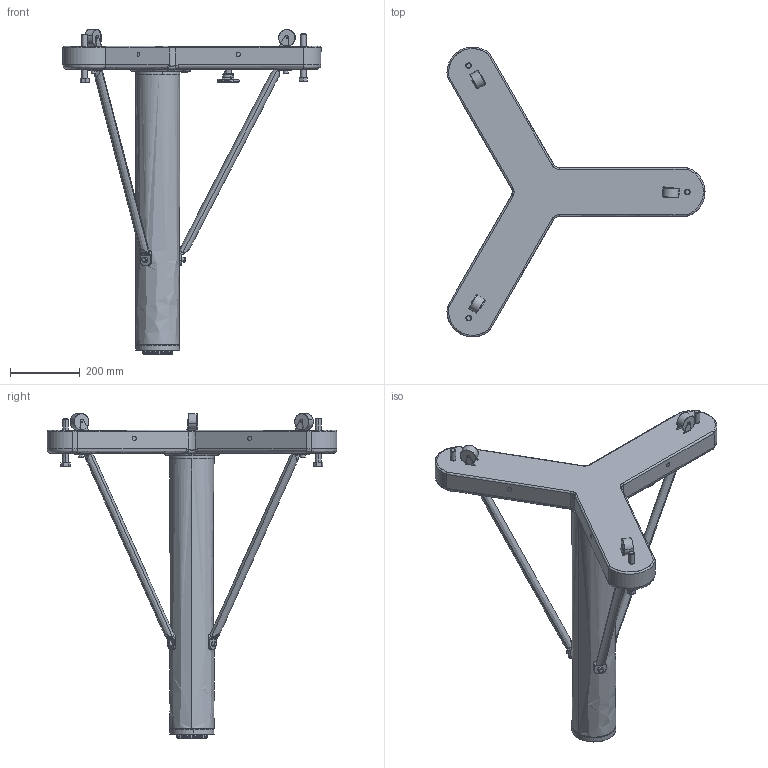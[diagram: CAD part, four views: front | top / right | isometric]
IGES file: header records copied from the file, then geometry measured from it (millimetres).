
Start section: SolidWorks IGES file using analytic representation for surfaces
Global section: file name: 230-F-36.IGS; native system: SolidWorks 2012; preprocessor: SolidWorks 2012; author: ewojnarowski; date: 121210.132629; units: inch
Bounding box: 741.74 x 833.48 x 933.82 mm (x, y, z)
Surface area: 1065976.4 mm2 (no closed solid volume)
Topology: 0 solids, 0 shells, 790 faces, 11034 edges, 12822 vertices
Faces by surface type: bspline 578, revolution 212
